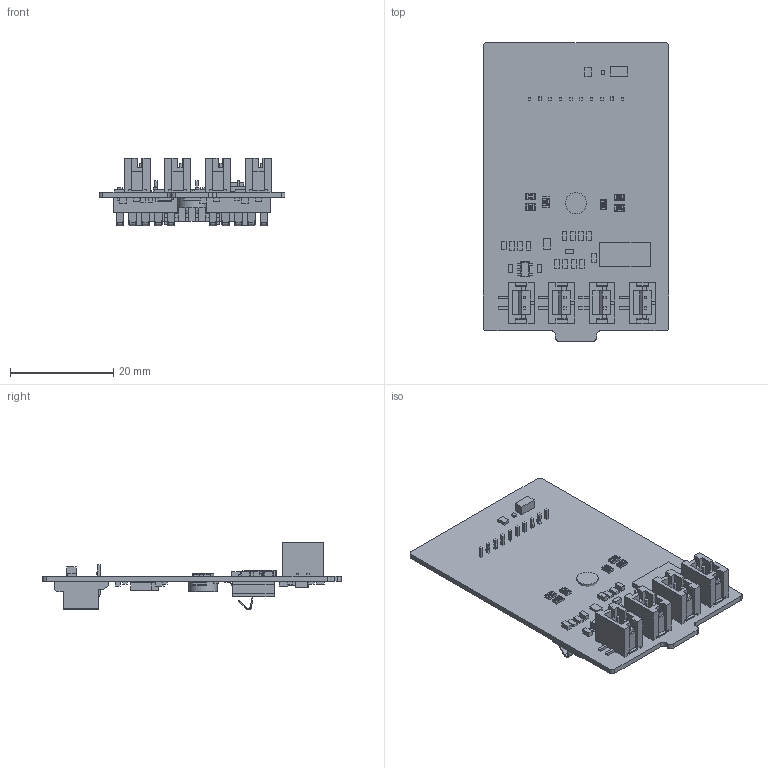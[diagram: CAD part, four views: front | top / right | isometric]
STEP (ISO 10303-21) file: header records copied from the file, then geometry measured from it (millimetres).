
FILE_DESCRIPTION(('Open CASCADE Model'),'2;1');
FILE_NAME('Open CASCADE Shape Model','2017-01-20T10:12:47',('Author'),( 'Open CASCADE'),'Open CASCADE STEP processor 6.8','Open CASCADE 6.8' ,'Unknown');
FILE_SCHEMA(('AUTOMOTIVE_DESIGN { 1 0 10303 214 1 1 1 1 }'));
Length unit declared in the file: millimetre
Products named in the file (117): PCB; Board; D6; 1025011568; Extruded; R19; 1172428768; U7; 1025012384; C14; 1025010752; U8; 1025012248; C4; 1025010616; C3; J4; B2B-PH-SM4-TB; J1; J2; R8; 1025011296; Q3; 1025011024; D3; 1025011160; U1; 1025011432; R2; 1025010888; R1; Q2; Q1; D2; D1; C1; J7; C10; 1025012112; U6 ...
Assembly tree (157 placements, depth 4):
  PCB
    Board
    D6
      1025011568
        Extruded
    R19
      1172428768
    U7
      1025012384
        Extruded
    C14
      1025010752
        Extruded
    U8
      1025012248
        Extruded
    C4
      1025010616
        Extruded
    C3
      1025010752
        Extruded
    J4
      B2B-PH-SM4-TB
    J1
      B2B-PH-SM4-TB
    J2
      B2B-PH-SM4-TB
    R8
      1025011296
        Extruded
    Q3
      1025011024
        Extruded
    D3
      1025011160
        Extruded
    U1
      1025011432
        Extruded
    R2
      1025010888
        Extruded
    R1
      1025010888
        Extruded
    Q2
      1025011024
        Extruded
    Q1
      1025011024
        Extruded
    D2
      1025011160
        Extruded
    D1
      1025011160
        Extruded
    C1
      1025010752
Bounding box: 36 x 57.8 x 13.11 mm (x, y, z)
Volume: 3904.9 mm3; surface area: 8610.3 mm2
Topology: 75 solids, 75 shells, 3379 faces, 8512 edges, 5341 vertices
Faces by surface type: plane 1816, bspline 1018, cylinder 545
Full cylindrical faces by diameter (mm): 4.09 x1, 5.5 x1
Entity records: 53400 total; most frequent: CARTESIAN_POINT 11632, ORIENTED_EDGE 7216, DIRECTION 6068, EDGE_CURVE 3608, LINE 2582, VECTOR 2582, VERTEX_POINT 2291, AXIS2_PLACEMENT_3D 1743
